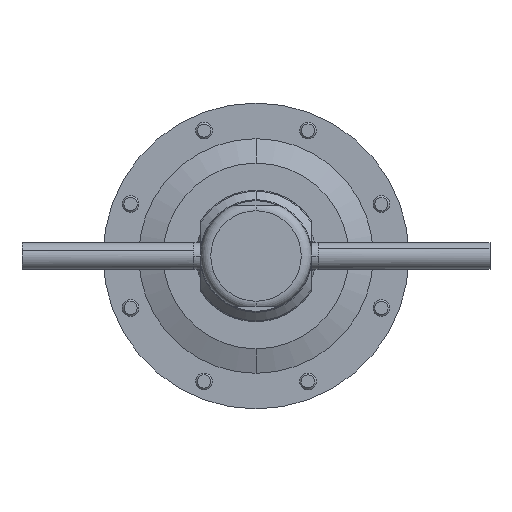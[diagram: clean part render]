
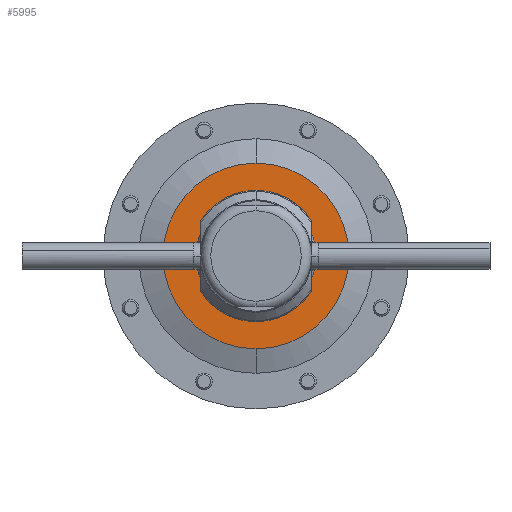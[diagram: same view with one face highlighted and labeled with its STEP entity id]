
A CAD part, front view. The second image highlights one B-rep face of the part: STEP entity #5995.
In plain terms, the highlighted planar face has unit normal (0, -1, 0).
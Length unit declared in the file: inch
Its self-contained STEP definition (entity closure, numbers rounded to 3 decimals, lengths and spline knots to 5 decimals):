
#5 = EDGE_LOOP ( 'NONE', ( #5935, #4059 ) ) ;
#57 = DIRECTION ( 'NONE',  ( 0., 0., -1. ) ) ;
#153 = CARTESIAN_POINT ( 'NONE',  ( 0., -0.286, 0. ) ) ;
#714 = AXIS2_PLACEMENT_3D ( 'NONE', #1749, #2372, #8756 ) ;
#770 = CIRCLE ( 'NONE', #2500, 1.12 ) ;
#951 = ORIENTED_EDGE ( 'NONE', *, *, #5103, .T. ) ;
#1252 = AXIS2_PLACEMENT_3D ( 'NONE', #6876, #1991, #2913 ) ;
#1502 = CIRCLE ( 'NONE', #714, 1.12 ) ;
#1542 = FACE_OUTER_BOUND ( 'NONE', #8182, .T. ) ;
#1749 = CARTESIAN_POINT ( 'NONE',  ( 0., -0.286, 0. ) ) ;
#1991 = DIRECTION ( 'NONE',  ( 0., -1., 0. ) ) ;
#2372 = DIRECTION ( 'NONE',  ( 0., -1., 0. ) ) ;
#2500 = AXIS2_PLACEMENT_3D ( 'NONE', #153, #9608, #57 ) ;
#2725 = CARTESIAN_POINT ( 'NONE',  ( 0., -0.286, -1.12 ) ) ;
#2834 = AXIS2_PLACEMENT_3D ( 'NONE', #9667, #8918, #9854 ) ;
#2913 = DIRECTION ( 'NONE',  ( 0., 0., 1. ) ) ;
#2967 = CARTESIAN_POINT ( 'NONE',  ( 0., -0.286, 1.73079 ) ) ;
#3264 = EDGE_CURVE ( 'NONE', #5017, #9632, #7299, .T. ) ;
#3485 = VERTEX_POINT ( 'NONE', #2725 ) ;
#4059 = ORIENTED_EDGE ( 'NONE', *, *, #7873, .F. ) ;
#4084 = PLANE ( 'NONE',  #2834 ) ;
#4225 = ORIENTED_EDGE ( 'NONE', *, *, #3264, .T. ) ;
#4432 = CIRCLE ( 'NONE', #1252, 1.73079 ) ;
#4564 = VERTEX_POINT ( 'NONE', #4712 ) ;
#4712 = CARTESIAN_POINT ( 'NONE',  ( 0., -0.286, 1.12 ) ) ;
#5017 = VERTEX_POINT ( 'NONE', #6666 ) ;
#5103 = EDGE_CURVE ( 'NONE', #9632, #5017, #4432, .T. ) ;
#5935 = ORIENTED_EDGE ( 'NONE', *, *, #6757, .F. ) ;
#5995 = ADVANCED_FACE ( 'NONE', ( #7884, #1542 ), #4084, .F. ) ;
#6666 = CARTESIAN_POINT ( 'NONE',  ( 0., -0.286, -1.73079 ) ) ;
#6757 = EDGE_CURVE ( 'NONE', #3485, #4564, #770, .T. ) ;
#6876 = CARTESIAN_POINT ( 'NONE',  ( 0., -0.286, 0. ) ) ;
#7099 = DIRECTION ( 'NONE',  ( 0., 0., 1. ) ) ;
#7299 = CIRCLE ( 'NONE', #10274, 1.73079 ) ;
#7873 = EDGE_CURVE ( 'NONE', #4564, #3485, #1502, .T. ) ;
#7884 = FACE_BOUND ( 'NONE', #5, .T. ) ;
#8182 = EDGE_LOOP ( 'NONE', ( #951, #4225 ) ) ;
#8756 = DIRECTION ( 'NONE',  ( 0., 0., -1. ) ) ;
#8918 = DIRECTION ( 'NONE',  ( 0., 1., 0. ) ) ;
#9533 = DIRECTION ( 'NONE',  ( 0., -1., 0. ) ) ;
#9572 = CARTESIAN_POINT ( 'NONE',  ( 0., -0.286, 0. ) ) ;
#9608 = DIRECTION ( 'NONE',  ( 0., -1., 0. ) ) ;
#9632 = VERTEX_POINT ( 'NONE', #2967 ) ;
#9667 = CARTESIAN_POINT ( 'NONE',  ( 0., -0.286, 0. ) ) ;
#9854 = DIRECTION ( 'NONE',  ( 0., 0., 1. ) ) ;
#10274 = AXIS2_PLACEMENT_3D ( 'NONE', #9572, #9533, #7099 ) ;
